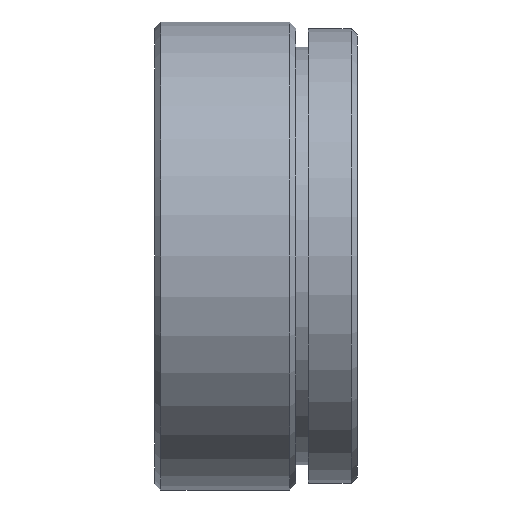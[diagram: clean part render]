
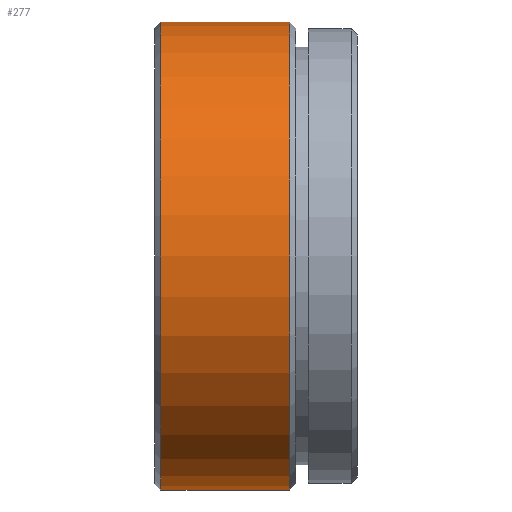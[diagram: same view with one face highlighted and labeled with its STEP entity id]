
A CAD part, left-side view. The second image highlights one B-rep face of the part: STEP entity #277.
In plain terms, the highlighted cylindrical face has radius 19.05 mm (diameter 38.1 mm), a partial arc.
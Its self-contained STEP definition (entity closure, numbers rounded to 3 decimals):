
#16 = CIRCLE ( 'NONE', #527, 19.05 ) ;
#27 = CARTESIAN_POINT ( 'NONE',  ( 0., 16., 0. ) ) ;
#29 = VECTOR ( 'NONE', #478, 1000. ) ;
#84 = AXIS2_PLACEMENT_3D ( 'NONE', #206, #509, #106 ) ;
#94 = VERTEX_POINT ( 'NONE', #740 ) ;
#101 = CYLINDRICAL_SURFACE ( 'NONE', #84, 19.05 ) ;
#106 = DIRECTION ( 'NONE',  ( 0., 0., -1. ) ) ;
#122 = CARTESIAN_POINT ( 'NONE',  ( 0., 16., -19.05 ) ) ;
#127 = FACE_OUTER_BOUND ( 'NONE', #466, .T. ) ;
#151 = AXIS2_PLACEMENT_3D ( 'NONE', #27, #314, #302 ) ;
#159 = ORIENTED_EDGE ( 'NONE', *, *, #772, .T. ) ;
#177 = CIRCLE ( 'NONE', #151, 19.05 ) ;
#206 = CARTESIAN_POINT ( 'NONE',  ( 0., 0., 0. ) ) ;
#220 = CARTESIAN_POINT ( 'NONE',  ( 0., 5.5, 19.05 ) ) ;
#249 = EDGE_CURVE ( 'NONE', #94, #499, #177, .T. ) ;
#277 = ADVANCED_FACE ( 'NONE', ( #127 ), #101, .T. ) ;
#290 = ORIENTED_EDGE ( 'NONE', *, *, #249, .T. ) ;
#302 = DIRECTION ( 'NONE',  ( 0., 0., 1. ) ) ;
#314 = DIRECTION ( 'NONE',  ( 0., -1., 0. ) ) ;
#400 = CARTESIAN_POINT ( 'NONE',  ( 0., 5.5, -19.05 ) ) ;
#422 = CARTESIAN_POINT ( 'NONE',  ( 0., 0., 19.05 ) ) ;
#446 = VECTOR ( 'NONE', #494, 1000. ) ;
#460 = LINE ( 'NONE', #484, #446 ) ;
#466 = EDGE_LOOP ( 'NONE', ( #864, #290, #756, #159 ) ) ;
#478 = DIRECTION ( 'NONE',  ( 0., -1., 0. ) ) ;
#484 = CARTESIAN_POINT ( 'NONE',  ( 0., 0., -19.05 ) ) ;
#486 = LINE ( 'NONE', #422, #29 ) ;
#494 = DIRECTION ( 'NONE',  ( 0., -1., 0. ) ) ;
#499 = VERTEX_POINT ( 'NONE', #122 ) ;
#509 = DIRECTION ( 'NONE',  ( 0., -1., 0. ) ) ;
#517 = CARTESIAN_POINT ( 'NONE',  ( 0., 5.5, 0. ) ) ;
#520 = DIRECTION ( 'NONE',  ( 0., 1., 0. ) ) ;
#522 = DIRECTION ( 'NONE',  ( 0., 0., -1. ) ) ;
#527 = AXIS2_PLACEMENT_3D ( 'NONE', #517, #520, #522 ) ;
#628 = VERTEX_POINT ( 'NONE', #220 ) ;
#701 = VERTEX_POINT ( 'NONE', #400 ) ;
#740 = CARTESIAN_POINT ( 'NONE',  ( 0., 16., 19.05 ) ) ;
#756 = ORIENTED_EDGE ( 'NONE', *, *, #764, .T. ) ;
#757 = EDGE_CURVE ( 'NONE', #94, #628, #486, .T. ) ;
#764 = EDGE_CURVE ( 'NONE', #499, #701, #460, .T. ) ;
#772 = EDGE_CURVE ( 'NONE', #701, #628, #16, .T. ) ;
#864 = ORIENTED_EDGE ( 'NONE', *, *, #757, .F. ) ;
